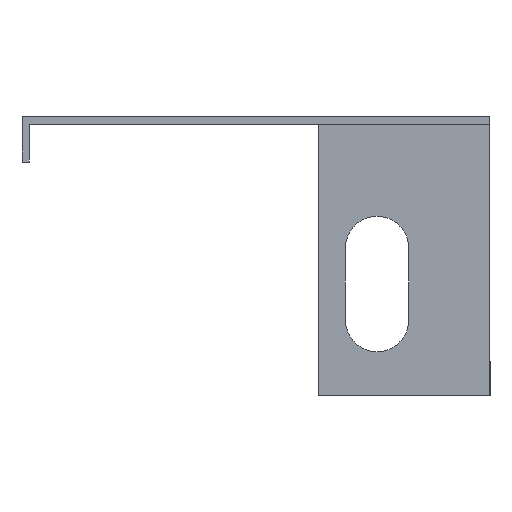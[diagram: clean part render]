
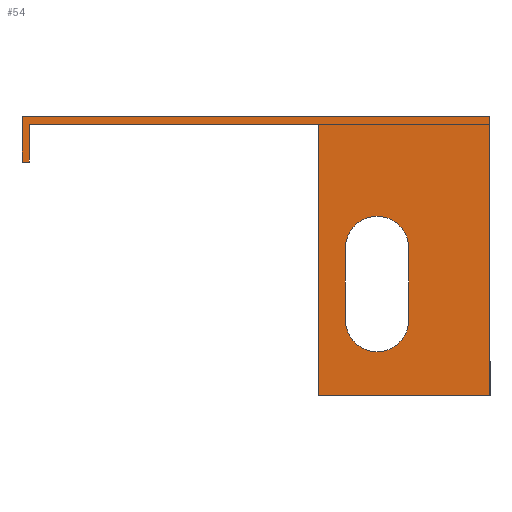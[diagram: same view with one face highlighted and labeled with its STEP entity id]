
A CAD part, left-side view. The second image highlights one B-rep face of the part: STEP entity #54.
In plain terms, the highlighted planar face has unit normal (-1, 0, 0).
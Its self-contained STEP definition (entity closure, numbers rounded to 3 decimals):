
#3 = ORIENTED_EDGE ( 'NONE', *, *, #344, .F. ) ;
#7 = CIRCLE ( 'NONE', #750, 3.5 ) ;
#19 = LINE ( 'NONE', #473, #350 ) ;
#27 = ORIENTED_EDGE ( 'NONE', *, *, #655, .F. ) ;
#34 = DIRECTION ( 'NONE',  ( 0., -1., 0. ) ) ;
#48 = ORIENTED_EDGE ( 'NONE', *, *, #274, .F. ) ;
#52 = VERTEX_POINT ( 'NONE', #124 ) ;
#54 = ADVANCED_FACE ( 'NONE', ( #101, #230 ), #704, .F. ) ;
#72 = ORIENTED_EDGE ( 'NONE', *, *, #712, .T. ) ;
#91 = CARTESIAN_POINT ( 'NONE',  ( -250.8, 41.5, -0.8 ) ) ;
#95 = CARTESIAN_POINT ( 'NONE',  ( -250.8, 41.5, 0. ) ) ;
#99 = VECTOR ( 'NONE', #519, 1000. ) ;
#101 = FACE_BOUND ( 'NONE', #498, .T. ) ;
#109 = VECTOR ( 'NONE', #674, 1000. ) ;
#110 = VERTEX_POINT ( 'NONE', #91 ) ;
#115 = DIRECTION ( 'NONE',  ( 0., -1., 0. ) ) ;
#124 = CARTESIAN_POINT ( 'NONE',  ( -250.8, 6.5, -14.5 ) ) ;
#135 = ORIENTED_EDGE ( 'NONE', *, *, #179, .T. ) ;
#139 = CARTESIAN_POINT ( 'NONE',  ( -250.8, -0.5, -22.5 ) ) ;
#141 = DIRECTION ( 'NONE',  ( -1., 0., 0. ) ) ;
#166 = EDGE_CURVE ( 'NONE', #110, #535, #505, .T. ) ;
#168 = CARTESIAN_POINT ( 'NONE',  ( -250.8, 42.3, -5. ) ) ;
#177 = VERTEX_POINT ( 'NONE', #385 ) ;
#179 = EDGE_CURVE ( 'NONE', #326, #177, #19, .T. ) ;
#184 = VECTOR ( 'NONE', #34, 1000. ) ;
#189 = EDGE_CURVE ( 'NONE', #256, #427, #198, .T. ) ;
#198 = LINE ( 'NONE', #770, #641 ) ;
#203 = VERTEX_POINT ( 'NONE', #402 ) ;
#220 = ORIENTED_EDGE ( 'NONE', *, *, #189, .F. ) ;
#230 = FACE_OUTER_BOUND ( 'NONE', #278, .T. ) ;
#234 = EDGE_CURVE ( 'NONE', #52, #733, #624, .T. ) ;
#243 = CARTESIAN_POINT ( 'NONE',  ( -250.8, 3., -14.5 ) ) ;
#246 = DIRECTION ( 'NONE',  ( 0., -1., 0. ) ) ;
#247 = CARTESIAN_POINT ( 'NONE',  ( -250.8, 9.5, -0.8 ) ) ;
#252 = CARTESIAN_POINT ( 'NONE',  ( -250.8, -9.5, -0.8 ) ) ;
#256 = VERTEX_POINT ( 'NONE', #139 ) ;
#274 = EDGE_CURVE ( 'NONE', #443, #203, #603, .T. ) ;
#276 = CARTESIAN_POINT ( 'NONE',  ( -250.8, 9.5, -0.8 ) ) ;
#277 = VECTOR ( 'NONE', #759, 1000. ) ;
#278 = EDGE_LOOP ( 'NONE', ( #635, #48, #3, #757, #72, #625, #715, #135 ) ) ;
#284 = AXIS2_PLACEMENT_3D ( 'NONE', #243, #669, #304 ) ;
#288 = VERTEX_POINT ( 'NONE', #168 ) ;
#303 = EDGE_CURVE ( 'NONE', #535, #326, #438, .T. ) ;
#304 = DIRECTION ( 'NONE',  ( 0., 0., 1. ) ) ;
#318 = DIRECTION ( 'NONE',  ( 0., 0., -1. ) ) ;
#326 = VERTEX_POINT ( 'NONE', #379 ) ;
#331 = CARTESIAN_POINT ( 'NONE',  ( -250.8, 42.3, 0. ) ) ;
#334 = VECTOR ( 'NONE', #246, 1000. ) ;
#336 = DIRECTION ( 'NONE',  ( 1., 0., 0. ) ) ;
#344 = EDGE_CURVE ( 'NONE', #288, #443, #563, .T. ) ;
#350 = VECTOR ( 'NONE', #115, 1000. ) ;
#356 = VERTEX_POINT ( 'NONE', #581 ) ;
#379 = CARTESIAN_POINT ( 'NONE',  ( -250.8, 9.5, -30.8 ) ) ;
#385 = CARTESIAN_POINT ( 'NONE',  ( -250.8, -9.5, -30.8 ) ) ;
#387 = EDGE_CURVE ( 'NONE', #177, #203, #705, .T. ) ;
#402 = CARTESIAN_POINT ( 'NONE',  ( -250.8, -9.5, 0. ) ) ;
#416 = CARTESIAN_POINT ( 'NONE',  ( -250.8, 42.3, 0. ) ) ;
#419 = VECTOR ( 'NONE', #318, 1000. ) ;
#427 = VERTEX_POINT ( 'NONE', #658 ) ;
#438 = LINE ( 'NONE', #626, #419 ) ;
#441 = VECTOR ( 'NONE', #701, 1000. ) ;
#443 = VERTEX_POINT ( 'NONE', #416 ) ;
#454 = CARTESIAN_POINT ( 'NONE',  ( -250.8, 42.3, -5. ) ) ;
#466 = VECTOR ( 'NONE', #597, 1000. ) ;
#473 = CARTESIAN_POINT ( 'NONE',  ( -250.8, -9.5, -30.8 ) ) ;
#480 = CARTESIAN_POINT ( 'NONE',  ( -250.8, 6.5, -22.5 ) ) ;
#486 = AXIS2_PLACEMENT_3D ( 'NONE', #276, #336, #765 ) ;
#498 = EDGE_LOOP ( 'NONE', ( #220, #517, #727, #27 ) ) ;
#502 = CARTESIAN_POINT ( 'NONE',  ( -250.8, 43.431, 0. ) ) ;
#504 = CARTESIAN_POINT ( 'NONE',  ( -250.8, 3., -22.5 ) ) ;
#505 = LINE ( 'NONE', #670, #334 ) ;
#517 = ORIENTED_EDGE ( 'NONE', *, *, #566, .F. ) ;
#519 = DIRECTION ( 'NONE',  ( 0., 0., 1. ) ) ;
#528 = LINE ( 'NONE', #454, #184 ) ;
#535 = VERTEX_POINT ( 'NONE', #247 ) ;
#554 = LINE ( 'NONE', #95, #99 ) ;
#558 = DIRECTION ( 'NONE',  ( 0., 0., 1. ) ) ;
#563 = LINE ( 'NONE', #331, #277 ) ;
#566 = EDGE_CURVE ( 'NONE', #733, #256, #7, .T. ) ;
#581 = CARTESIAN_POINT ( 'NONE',  ( -250.8, 41.5, -5. ) ) ;
#593 = CIRCLE ( 'NONE', #284, 3.5 ) ;
#597 = DIRECTION ( 'NONE',  ( 0., 0., -1. ) ) ;
#603 = LINE ( 'NONE', #502, #441 ) ;
#613 = DIRECTION ( 'NONE',  ( 0., 0., 1. ) ) ;
#624 = LINE ( 'NONE', #480, #466 ) ;
#625 = ORIENTED_EDGE ( 'NONE', *, *, #166, .T. ) ;
#626 = CARTESIAN_POINT ( 'NONE',  ( -250.8, 9.5, -30.8 ) ) ;
#635 = ORIENTED_EDGE ( 'NONE', *, *, #387, .T. ) ;
#636 = CARTESIAN_POINT ( 'NONE',  ( -250.8, 6.5, -22.5 ) ) ;
#641 = VECTOR ( 'NONE', #613, 1000. ) ;
#655 = EDGE_CURVE ( 'NONE', #427, #52, #593, .T. ) ;
#658 = CARTESIAN_POINT ( 'NONE',  ( -250.8, -0.5, -14.5 ) ) ;
#669 = DIRECTION ( 'NONE',  ( -1., 0., 0. ) ) ;
#670 = CARTESIAN_POINT ( 'NONE',  ( -250.8, 43.431, -0.8 ) ) ;
#674 = DIRECTION ( 'NONE',  ( 0., 0., 1. ) ) ;
#701 = DIRECTION ( 'NONE',  ( 0., -1., 0. ) ) ;
#704 = PLANE ( 'NONE',  #486 ) ;
#705 = LINE ( 'NONE', #252, #109 ) ;
#712 = EDGE_CURVE ( 'NONE', #356, #110, #554, .T. ) ;
#715 = ORIENTED_EDGE ( 'NONE', *, *, #303, .T. ) ;
#725 = EDGE_CURVE ( 'NONE', #288, #356, #528, .T. ) ;
#727 = ORIENTED_EDGE ( 'NONE', *, *, #234, .F. ) ;
#733 = VERTEX_POINT ( 'NONE', #636 ) ;
#750 = AXIS2_PLACEMENT_3D ( 'NONE', #504, #141, #558 ) ;
#757 = ORIENTED_EDGE ( 'NONE', *, *, #725, .T. ) ;
#759 = DIRECTION ( 'NONE',  ( 0., 0., 1. ) ) ;
#765 = DIRECTION ( 'NONE',  ( 0., 0., -1. ) ) ;
#770 = CARTESIAN_POINT ( 'NONE',  ( -250.8, -0.5, -22.5 ) ) ;
